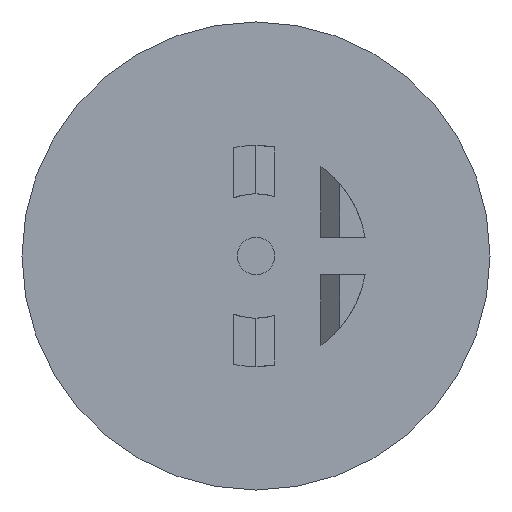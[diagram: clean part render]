
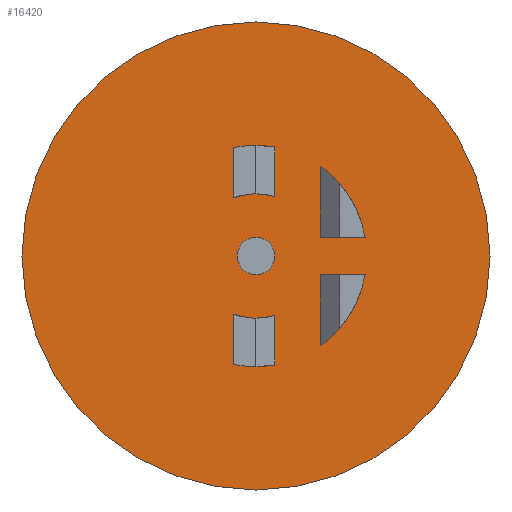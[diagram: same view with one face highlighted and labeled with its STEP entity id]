
A CAD part, left-side view. The second image highlights one B-rep face of the part: STEP entity #16420.
In plain terms, the highlighted planar face has unit normal (-1, 0, 0).
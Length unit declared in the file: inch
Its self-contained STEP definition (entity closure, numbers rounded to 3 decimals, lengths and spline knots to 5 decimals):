
#340=CARTESIAN_POINT('',(0.28583,0.,0.));
#341=DIRECTION('',(-1.,0.,0.));
#342=DIRECTION('',(0.,-1.,0.));
#343=AXIS2_PLACEMENT_3D('',#340,#341,#342);
#345=CARTESIAN_POINT('',(0.28583,0.,0.));
#346=DIRECTION('',(-1.,0.,0.));
#347=DIRECTION('',(0.,1.,0.));
#348=AXIS2_PLACEMENT_3D('',#345,#346,#347);
#350=CARTESIAN_POINT('',(0.28583,0.,0.));
#351=DIRECTION('',(1.,0.,0.));
#352=DIRECTION('',(0.,-1.,0.));
#353=AXIS2_PLACEMENT_3D('',#350,#351,#352);
#355=CARTESIAN_POINT('',(0.28583,0.,0.));
#356=DIRECTION('',(1.,0.,0.));
#357=DIRECTION('',(0.,1.,0.));
#358=AXIS2_PLACEMENT_3D('',#355,#356,#357);
#360=CARTESIAN_POINT('',(0.28583,0.,0.));
#361=DIRECTION('',(1.,0.,0.));
#362=DIRECTION('',(0.,-0.986,-0.169));
#363=AXIS2_PLACEMENT_3D('',#360,#361,#362);
#365=CARTESIAN_POINT('',(0.28583,0.,0.));
#366=DIRECTION('',(1.,0.,0.));
#367=DIRECTION('',(0.,-0.587,0.809));
#368=AXIS2_PLACEMENT_3D('',#365,#366,#367);
#370=CARTESIAN_POINT('',(0.28583,0.,0.));
#371=DIRECTION('',(1.,0.,0.));
#372=DIRECTION('',(0.,-0.169,-0.986));
#373=AXIS2_PLACEMENT_3D('',#370,#371,#372);
#375=CARTESIAN_POINT('',(0.28583,0.,0.));
#376=DIRECTION('',(-1.,0.,0.));
#377=DIRECTION('',(0.,0.36,-0.933));
#378=AXIS2_PLACEMENT_3D('',#375,#376,#377);
#380=CARTESIAN_POINT('',(0.28583,0.,0.));
#381=DIRECTION('',(1.,0.,0.));
#382=DIRECTION('',(0.,0.202,0.979));
#383=AXIS2_PLACEMENT_3D('',#380,#381,#382);
#385=CARTESIAN_POINT('',(0.28583,0.,0.));
#386=DIRECTION('',(-1.,0.,0.));
#387=DIRECTION('',(0.,-0.3,0.954));
#388=AXIS2_PLACEMENT_3D('',#385,#386,#387);
#412=DIRECTION('',(0.,0.,-1.));
#413=VECTOR('',#412,0.11213);
#414=CARTESIAN_POINT('',(0.28583,-0.10276,
-0.02953));
#415=LINE('',#414,#413);
#428=DIRECTION('',(0.,1.,0.));
#429=VECTOR('',#428,0.06974);
#430=CARTESIAN_POINT('',(0.28583,-0.17249,
-0.02953));
#431=LINE('',#430,#429);
#459=DIRECTION('',(0.,-1.,0.));
#460=VECTOR('',#459,0.06974);
#461=CARTESIAN_POINT('',(0.28583,-0.10276,
0.02953));
#462=LINE('',#461,#460);
#471=DIRECTION('',(0.,0.,-1.));
#472=VECTOR('',#471,0.11213);
#473=CARTESIAN_POINT('',(0.28583,-0.10276,
0.14166));
#474=LINE('',#473,#472);
#532=DIRECTION('',(0.,0.,1.));
#533=VECTOR('',#532,0.0786);
#534=CARTESIAN_POINT('',(0.28583,-0.02953,
-0.17249));
#535=LINE('',#534,#533);
#555=DIRECTION('',(0.,0.,-1.));
#556=VECTOR('',#555,0.07955);
#557=CARTESIAN_POINT('',(0.28583,0.03543,
-0.09183));
#558=LINE('',#557,#556);
#571=DIRECTION('',(0.,0.,1.));
#572=VECTOR('',#571,0.0786);
#573=CARTESIAN_POINT('',(0.28583,-0.02953,
0.09389));
#574=LINE('',#573,#572);
#612=DIRECTION('',(0.,0.,-1.));
#613=VECTOR('',#612,0.07955);
#614=CARTESIAN_POINT('',(0.28583,0.03543,
0.17138));
#615=LINE('',#614,#613);
#15024=CARTESIAN_POINT('',(0.28583,0.03543,
0.17138));
#15025=VERTEX_POINT('',#15024);
#15026=CARTESIAN_POINT('',(0.28583,0.03543,
0.09183));
#15027=VERTEX_POINT('',#15026);
#15028=CARTESIAN_POINT('',(0.28583,-0.02953,
0.09389));
#15029=VERTEX_POINT('',#15028);
#15030=CARTESIAN_POINT('',(0.28583,-0.02953,
0.17249));
#15031=VERTEX_POINT('',#15030);
#15032=CARTESIAN_POINT('',(0.28583,-0.02953,
-0.17249));
#15033=VERTEX_POINT('',#15032);
#15034=CARTESIAN_POINT('',(0.28583,-0.02953,
-0.09389));
#15035=VERTEX_POINT('',#15034);
#15036=CARTESIAN_POINT('',(0.28583,0.03543,
-0.09183));
#15037=VERTEX_POINT('',#15036);
#15038=CARTESIAN_POINT('',(0.28583,0.03543,
-0.17138));
#15039=VERTEX_POINT('',#15038);
#15040=CARTESIAN_POINT('',(0.28583,-0.17249,
0.02953));
#15041=VERTEX_POINT('',#15040);
#15042=CARTESIAN_POINT('',(0.28583,-0.10276,
0.14166));
#15043=VERTEX_POINT('',#15042);
#15044=CARTESIAN_POINT('',(0.28583,-0.10276,
0.02953));
#15045=VERTEX_POINT('',#15044);
#15046=CARTESIAN_POINT('',(0.28583,-0.10276,
-0.14166));
#15047=VERTEX_POINT('',#15046);
#15048=CARTESIAN_POINT('',(0.28583,-0.17249,
-0.02953));
#15049=VERTEX_POINT('',#15048);
#15050=CARTESIAN_POINT('',(0.28583,-0.10276,
-0.02953));
#15051=VERTEX_POINT('',#15050);
#15052=CARTESIAN_POINT('',(0.28583,0.02953,0.));
#15053=CARTESIAN_POINT('',(0.28583,-0.02953,0.));
#15054=VERTEX_POINT('',#15052);
#15055=VERTEX_POINT('',#15053);
#15060=CARTESIAN_POINT('',(0.28583,-0.37008,0.));
#15061=CARTESIAN_POINT('',(0.28583,0.37008,0.));
#15062=VERTEX_POINT('',#15060);
#15063=VERTEX_POINT('',#15061);
#16369=CARTESIAN_POINT('',(0.28583,0.,0.));
#16370=DIRECTION('',(-1.,0.,0.));
#16371=DIRECTION('',(0.,1.,0.));
#16372=AXIS2_PLACEMENT_3D('',#16369,#16370,#16371);
#16373=PLANE('',#16372);
#16374=ORIENTED_EDGE('',*,*,#16348,.F.);
#16375=ORIENTED_EDGE('',*,*,#16362,.F.);
#16376=EDGE_LOOP('',(#16374,#16375));
#16377=FACE_OUTER_BOUND('',#16376,.F.);
#16379=ORIENTED_EDGE('',*,*,#16378,.F.);
#16381=ORIENTED_EDGE('',*,*,#16380,.F.);
#16382=EDGE_LOOP('',(#16379,#16381));
#16383=FACE_BOUND('',#16382,.F.);
#16385=ORIENTED_EDGE('',*,*,#16384,.T.);
#16387=ORIENTED_EDGE('',*,*,#16386,.F.);
#16389=ORIENTED_EDGE('',*,*,#16388,.T.);
#16390=EDGE_LOOP('',(#16385,#16387,#16389));
#16391=FACE_BOUND('',#16390,.F.);
#16393=ORIENTED_EDGE('',*,*,#16392,.T.);
#16395=ORIENTED_EDGE('',*,*,#16394,.F.);
#16397=ORIENTED_EDGE('',*,*,#16396,.T.);
#16398=EDGE_LOOP('',(#16393,#16395,#16397));
#16399=FACE_BOUND('',#16398,.F.);
#16401=ORIENTED_EDGE('',*,*,#16400,.F.);
#16403=ORIENTED_EDGE('',*,*,#16402,.T.);
#16405=ORIENTED_EDGE('',*,*,#16404,.F.);
#16407=ORIENTED_EDGE('',*,*,#16406,.T.);
#16408=EDGE_LOOP('',(#16401,#16403,#16405,#16407));
#16409=FACE_BOUND('',#16408,.F.);
#16411=ORIENTED_EDGE('',*,*,#16410,.F.);
#16413=ORIENTED_EDGE('',*,*,#16412,.T.);
#16415=ORIENTED_EDGE('',*,*,#16414,.F.);
#16417=ORIENTED_EDGE('',*,*,#16416,.T.);
#16418=EDGE_LOOP('',(#16411,#16413,#16415,#16417));
#16419=FACE_BOUND('',#16418,.F.);
#16420=ADVANCED_FACE('',(#16377,#16383,#16391,#16399,#16409,#16419),#16373,.T.);
#344=CIRCLE('',#343,0.37008);
#349=CIRCLE('',#348,0.37008);
#354=CIRCLE('',#353,0.02953);
#359=CIRCLE('',#358,0.02953);
#364=CIRCLE('',#363,0.175);
#369=CIRCLE('',#368,0.175);
#374=CIRCLE('',#373,0.175);
#379=CIRCLE('',#378,0.09843);
#384=CIRCLE('',#383,0.175);
#389=CIRCLE('',#388,0.09843);
#16348=EDGE_CURVE('',#15062,#15063,#344,.T.);
#16362=EDGE_CURVE('',#15063,#15062,#349,.T.);
#16378=EDGE_CURVE('',#15055,#15054,#354,.T.);
#16380=EDGE_CURVE('',#15054,#15055,#359,.T.);
#16384=EDGE_CURVE('',#15051,#15047,#415,.T.);
#16386=EDGE_CURVE('',#15049,#15047,#364,.T.);
#16388=EDGE_CURVE('',#15049,#15051,#431,.T.);
#16392=EDGE_CURVE('',#15045,#15041,#462,.T.);
#16394=EDGE_CURVE('',#15043,#15041,#369,.T.);
#16396=EDGE_CURVE('',#15043,#15045,#474,.T.);
#16400=EDGE_CURVE('',#15033,#15039,#374,.T.);
#16402=EDGE_CURVE('',#15033,#15035,#535,.T.);
#16404=EDGE_CURVE('',#15037,#15035,#379,.T.);
#16406=EDGE_CURVE('',#15037,#15039,#558,.T.);
#16410=EDGE_CURVE('',#15025,#15031,#384,.T.);
#16412=EDGE_CURVE('',#15025,#15027,#615,.T.);
#16414=EDGE_CURVE('',#15029,#15027,#389,.T.);
#16416=EDGE_CURVE('',#15029,#15031,#574,.T.);
